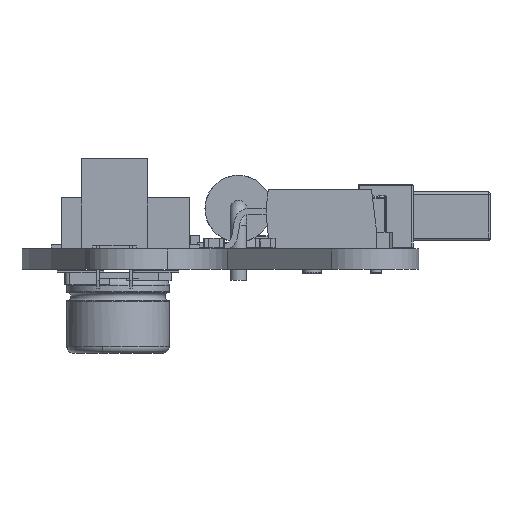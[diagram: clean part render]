
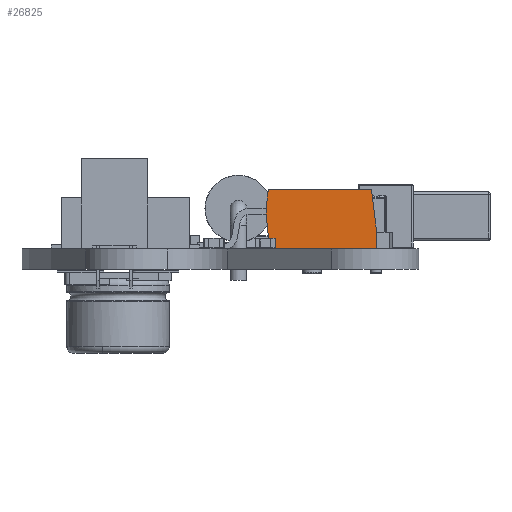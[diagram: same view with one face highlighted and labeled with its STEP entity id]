
A CAD part, left-side view. The second image highlights one B-rep face of the part: STEP entity #26825.
In plain terms, the highlighted face is planar.
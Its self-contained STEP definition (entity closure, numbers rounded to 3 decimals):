
#26623 = VERTEX_POINT('',#26624);
#26624 = CARTESIAN_POINT('',(5.08,0.,0.));
#26630 = EDGE_CURVE('',#26623,#26631,#26633,.T.);
#26631 = VERTEX_POINT('',#26632);
#26632 = CARTESIAN_POINT('',(5.08,1.27,0.));
#26633 = LINE('',#26634,#26635);
#26634 = CARTESIAN_POINT('',(5.08,0.,0.));
#26635 = VECTOR('',#26636,1.);
#26636 = DIRECTION('',(0.,1.,0.));
#26678 = VERTEX_POINT('',#26679);
#26679 = CARTESIAN_POINT('',(5.08,0.,8.356));
#26685 = EDGE_CURVE('',#26623,#26678,#26686,.T.);
#26686 = LINE('',#26687,#26688);
#26687 = CARTESIAN_POINT('',(5.08,0.,0.));
#26688 = VECTOR('',#26689,1.);
#26689 = DIRECTION('',(0.,0.,1.));
#26798 = EDGE_CURVE('',#26799,#26631,#26801,.T.);
#26799 = VERTEX_POINT('',#26800);
#26800 = CARTESIAN_POINT('',(5.08,4.572,0.405));
#26801 = LINE('',#26802,#26803);
#26802 = CARTESIAN_POINT('',(5.08,4.572,0.405));
#26803 = VECTOR('',#26804,1.);
#26804 = DIRECTION('',(0.,-0.993,-0.122));
#26825 = ADVANCED_FACE('',(#26826),#26861,.T.);
#26826 = FACE_BOUND('',#26827,.F.);
#26827 = EDGE_LOOP('',(#26828,#26829,#26830,#26831,#26839,#26847,#26855)
  );
#26828 = ORIENTED_EDGE('',*,*,#26798,.T.);
#26829 = ORIENTED_EDGE('',*,*,#26630,.F.);
#26830 = ORIENTED_EDGE('',*,*,#26685,.T.);
#26831 = ORIENTED_EDGE('',*,*,#26832,.T.);
#26832 = EDGE_CURVE('',#26678,#26833,#26835,.T.);
#26833 = VERTEX_POINT('',#26834);
#26834 = CARTESIAN_POINT('',(5.08,2.667,8.636));
#26835 = LINE('',#26836,#26837);
#26836 = CARTESIAN_POINT('',(5.08,0.,8.356));
#26837 = VECTOR('',#26838,1.);
#26838 = DIRECTION('',(0.,0.995,0.105));
#26839 = ORIENTED_EDGE('',*,*,#26840,.T.);
#26840 = EDGE_CURVE('',#26833,#26841,#26843,.T.);
#26841 = VERTEX_POINT('',#26842);
#26842 = CARTESIAN_POINT('',(5.08,3.124,8.636));
#26843 = LINE('',#26844,#26845);
#26844 = CARTESIAN_POINT('',(5.08,2.667,8.636));
#26845 = VECTOR('',#26846,1.);
#26846 = DIRECTION('',(0.,1.,0.));
#26847 = ORIENTED_EDGE('',*,*,#26848,.T.);
#26848 = EDGE_CURVE('',#26841,#26849,#26851,.T.);
#26849 = VERTEX_POINT('',#26850);
#26850 = CARTESIAN_POINT('',(5.08,4.572,8.458));
#26851 = LINE('',#26852,#26853);
#26852 = CARTESIAN_POINT('',(5.08,3.124,8.636));
#26853 = VECTOR('',#26854,1.);
#26854 = DIRECTION('',(0.,0.993,-0.122));
#26855 = ORIENTED_EDGE('',*,*,#26856,.F.);
#26856 = EDGE_CURVE('',#26799,#26849,#26857,.T.);
#26857 = LINE('',#26858,#26859);
#26858 = CARTESIAN_POINT('',(5.08,4.572,0.405));
#26859 = VECTOR('',#26860,1.);
#26860 = DIRECTION('',(0.,0.,1.));
#26861 = PLANE('',#26862);
#26862 = AXIS2_PLACEMENT_3D('',#26863,#26864,#26865);
#26863 = CARTESIAN_POINT('',(5.08,0.,0.));
#26864 = DIRECTION('',(1.,0.,0.));
#26865 = DIRECTION('',(0.,1.,0.));
